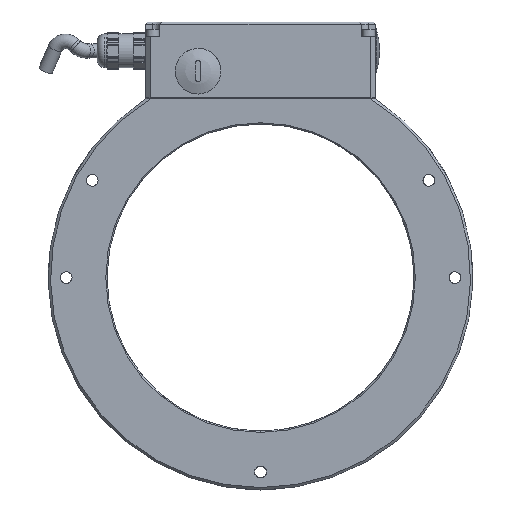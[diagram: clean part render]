
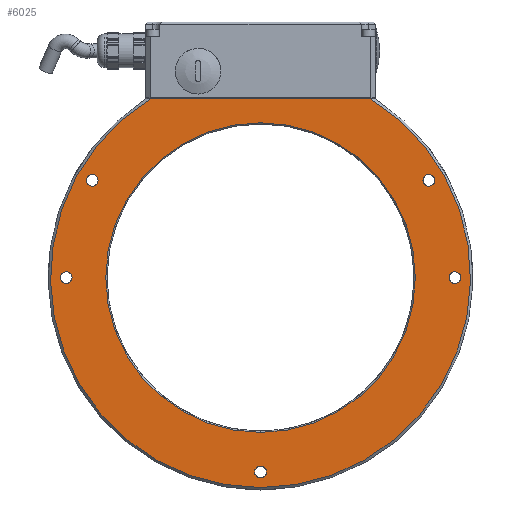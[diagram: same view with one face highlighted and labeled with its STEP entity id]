
A CAD part, left-side view. The second image highlights one B-rep face of the part: STEP entity #6025.
In plain terms, the highlighted planar face has unit normal (-1, 0, 0).
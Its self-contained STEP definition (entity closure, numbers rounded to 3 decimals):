
#446=LINE('',#9039,#808);
#808=VECTOR('',#7251,91.782);
#1115=PLANE('',#6526);
#1390=FACE_BOUND('',#2072,.T.);
#1391=FACE_BOUND('',#2073,.T.);
#1392=FACE_BOUND('',#2074,.T.);
#1393=FACE_BOUND('',#2075,.T.);
#1394=FACE_BOUND('',#2076,.T.);
#1395=FACE_BOUND('',#2077,.T.);
#1614=FACE_OUTER_BOUND('',#2071,.T.);
#2071=EDGE_LOOP('',(#4648,#4649));
#2072=EDGE_LOOP('',(#4650));
#2073=EDGE_LOOP('',(#4651));
#2074=EDGE_LOOP('',(#4652));
#2075=EDGE_LOOP('',(#4653));
#2076=EDGE_LOOP('',(#4654));
#2077=EDGE_LOOP('',(#4655));
#2340=CIRCLE('',#6485,87.5);
#2342=CIRCLE('',#6504,2.459);
#2344=CIRCLE('',#6508,2.459);
#2346=CIRCLE('',#6512,2.459);
#2348=CIRCLE('',#6516,2.459);
#2350=CIRCLE('',#6520,2.459);
#2353=CIRCLE('',#6527,64.5);
#2596=VERTEX_POINT('',#9034);
#2597=VERTEX_POINT('',#9038);
#2718=VERTEX_POINT('',#9691);
#2720=VERTEX_POINT('',#9697);
#2722=VERTEX_POINT('',#9703);
#2724=VERTEX_POINT('',#9709);
#2726=VERTEX_POINT('',#9715);
#2728=VERTEX_POINT('',#9724);
#3226=EDGE_CURVE('',#2596,#2597,#446,.T.);
#3385=EDGE_CURVE('',#2597,#2596,#2340,.T.);
#3397=EDGE_CURVE('',#2718,#2718,#2342,.T.);
#3399=EDGE_CURVE('',#2720,#2720,#2344,.T.);
#3401=EDGE_CURVE('',#2722,#2722,#2346,.T.);
#3403=EDGE_CURVE('',#2724,#2724,#2348,.T.);
#3405=EDGE_CURVE('',#2726,#2726,#2350,.T.);
#3408=EDGE_CURVE('',#2728,#2728,#2353,.T.);
#4648=ORIENTED_EDGE('',*,*,#3385,.F.);
#4649=ORIENTED_EDGE('',*,*,#3226,.F.);
#4650=ORIENTED_EDGE('',*,*,#3397,.T.);
#4651=ORIENTED_EDGE('',*,*,#3399,.T.);
#4652=ORIENTED_EDGE('',*,*,#3401,.T.);
#4653=ORIENTED_EDGE('',*,*,#3403,.T.);
#4654=ORIENTED_EDGE('',*,*,#3405,.T.);
#4655=ORIENTED_EDGE('',*,*,#3408,.F.);
#6025=ADVANCED_FACE('',(#1614,#1390,#1391,#1392,#1393,#1394,#1395),#1115,
 .T.);
#6485=AXIS2_PLACEMENT_3D('',#9671,#7595,#7596);
#6504=AXIS2_PLACEMENT_3D('',#9692,#7633,#7634);
#6508=AXIS2_PLACEMENT_3D('',#9698,#7641,#7642);
#6512=AXIS2_PLACEMENT_3D('',#9704,#7649,#7650);
#6516=AXIS2_PLACEMENT_3D('',#9710,#7657,#7658);
#6520=AXIS2_PLACEMENT_3D('',#9716,#7665,#7666);
#6526=AXIS2_PLACEMENT_3D('',#9723,#7677,#7678);
#6527=AXIS2_PLACEMENT_3D('',#9725,#7679,#7680);
#7251=DIRECTION('',(0.,-1.,0.));
#7595=DIRECTION('center_axis',(1.,0.,0.));
#7596=DIRECTION('ref_axis',(0.,0.,
-1.));
#7633=DIRECTION('center_axis',(1.,0.,0.));
#7634=DIRECTION('ref_axis',(0.,-1.,0.));
#7641=DIRECTION('center_axis',(1.,0.,0.));
#7642=DIRECTION('ref_axis',(0.,-1.,0.));
#7649=DIRECTION('center_axis',(1.,0.,0.));
#7650=DIRECTION('ref_axis',(0.,-1.,0.));
#7657=DIRECTION('center_axis',(1.,0.,0.));
#7658=DIRECTION('ref_axis',(0.,-1.,0.));
#7665=DIRECTION('center_axis',(1.,0.,0.));
#7666=DIRECTION('ref_axis',(0.,-1.,0.));
#7677=DIRECTION('center_axis',(-1.,0.,0.));
#7678=DIRECTION('ref_axis',(0.,-1.,0.));
#7679=DIRECTION('center_axis',(-1.,0.,0.));
#7680=DIRECTION('ref_axis',(0.,0.,
-1.));
#9034=CARTESIAN_POINT('',(-31.473,45.891,4.869));
#9038=CARTESIAN_POINT('',(-31.473,-45.891,4.869));
#9039=CARTESIAN_POINT('',(-31.473,23.885,4.869));
#9671=CARTESIAN_POINT('Origin',(-31.473,0.,
-69.631));
#9691=CARTESIAN_POINT('',(-31.473,-83.459,-69.631));
#9692=CARTESIAN_POINT('Origin',(-31.473,-81.,-69.631));
#9697=CARTESIAN_POINT('',(-31.473,-2.459,-150.631));
#9698=CARTESIAN_POINT('Origin',(-31.473,0.,
-150.631));
#9703=CARTESIAN_POINT('',(-31.473,67.69,-29.131));
#9704=CARTESIAN_POINT('Origin',(-31.473,70.148,-29.131));
#9709=CARTESIAN_POINT('',(-31.473,78.542,-69.631));
#9710=CARTESIAN_POINT('Origin',(-31.473,81.,-69.631));
#9715=CARTESIAN_POINT('',(-31.473,-72.607,-29.131));
#9716=CARTESIAN_POINT('Origin',(-31.473,-70.148,-29.131));
#9723=CARTESIAN_POINT('Origin',(-31.473,0.,
6.619));
#9724=CARTESIAN_POINT('',(-31.473,0.,-5.131));
#9725=CARTESIAN_POINT('Origin',(-31.473,0.,
-69.631));
